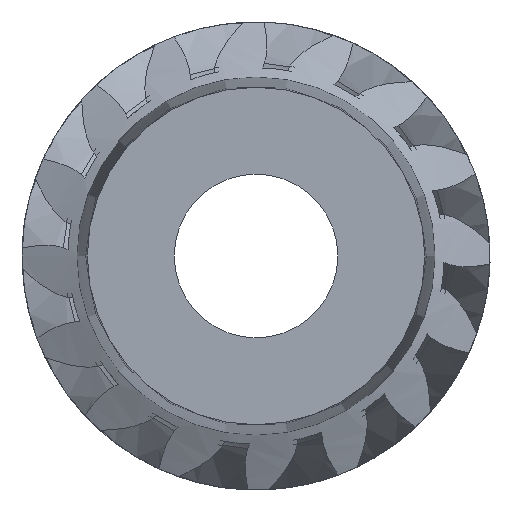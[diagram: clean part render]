
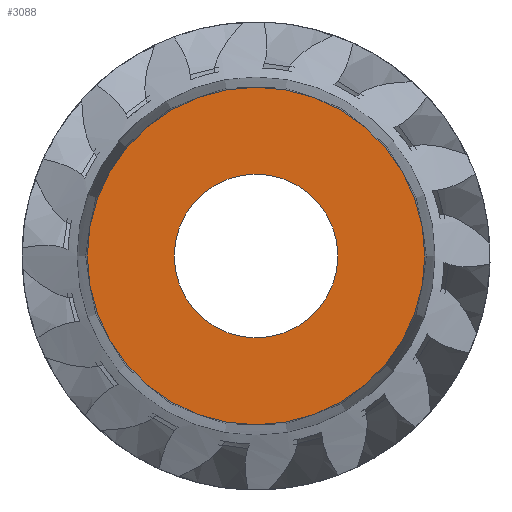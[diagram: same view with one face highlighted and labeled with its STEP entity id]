
A CAD part, front view. The second image highlights one B-rep face of the part: STEP entity #3088.
In plain terms, the highlighted planar face has unit normal (0, -1, 0).
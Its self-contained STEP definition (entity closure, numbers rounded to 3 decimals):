
#15=FACE_BOUND('',#414,.T.);
#19=PLANE('',#3210);
#54=CIRCLE('',#3207,8.25);
#56=CIRCLE('',#3211,4.);
#226=FACE_OUTER_BOUND('',#413,.T.);
#413=EDGE_LOOP('',(#2229));
#414=EDGE_LOOP('',(#2230));
#1172=VERTEX_POINT('',#8055);
#1174=VERTEX_POINT('',#8063);
#1592=EDGE_CURVE('',#1172,#1172,#54,.T.);
#1595=EDGE_CURVE('',#1174,#1174,#56,.T.);
#2229=ORIENTED_EDGE('',*,*,#1592,.F.);
#2230=ORIENTED_EDGE('',*,*,#1595,.F.);
#3088=ADVANCED_FACE('',(#226,#15),#19,.F.);
#3207=AXIS2_PLACEMENT_3D('',#8057,#3304,#3305);
#3210=AXIS2_PLACEMENT_3D('',#8062,#3311,#3312);
#3211=AXIS2_PLACEMENT_3D('',#8064,#3313,#3314);
#3304=DIRECTION('center_axis',(0.,1.,0.));
#3305=DIRECTION('ref_axis',(1.,0.,0.));
#3311=DIRECTION('center_axis',(0.,1.,0.));
#3312=DIRECTION('ref_axis',(1.,0.,0.));
#3313=DIRECTION('center_axis',(0.,-1.,0.));
#3314=DIRECTION('ref_axis',(1.,0.,0.));
#8055=CARTESIAN_POINT('',(232.61,-8.6,17.136));
#8057=CARTESIAN_POINT('Origin',(240.86,-8.6,17.136));
#8062=CARTESIAN_POINT('Origin',(240.86,-8.6,17.136));
#8063=CARTESIAN_POINT('',(236.86,-8.6,17.136));
#8064=CARTESIAN_POINT('Origin',(240.86,-8.6,17.136));
